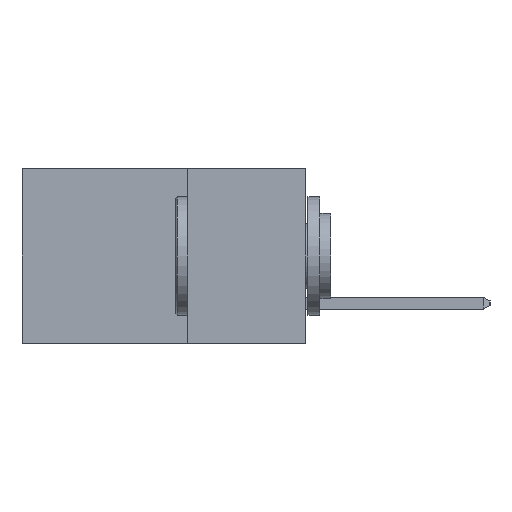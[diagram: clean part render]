
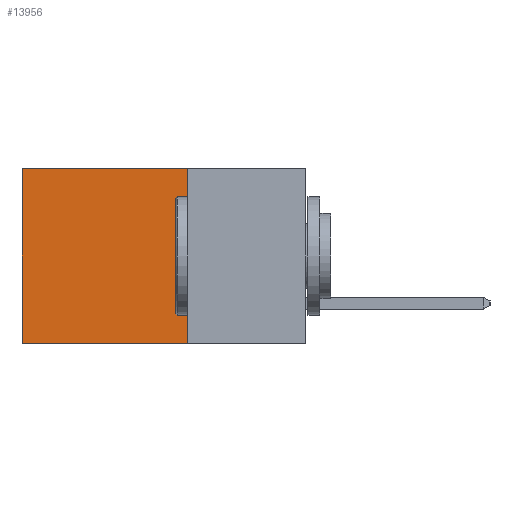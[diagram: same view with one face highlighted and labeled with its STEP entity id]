
A CAD part, left-side view. The second image highlights one B-rep face of the part: STEP entity #13956.
In plain terms, the highlighted planar face has unit normal (-1, 0, 0).
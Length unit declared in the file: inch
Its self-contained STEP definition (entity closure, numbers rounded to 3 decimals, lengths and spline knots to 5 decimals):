
#598 = VERTEX_POINT ( 'NONE', #929 ) ;
#929 = CARTESIAN_POINT ( 'NONE',  ( 0.298, 0.6, 0. ) ) ;
#1209 = CARTESIAN_POINT ( 'NONE',  ( 0.298, 0.25, 0. ) ) ;
#2046 = CARTESIAN_POINT ( 'NONE',  ( 0.298, 0.25, 0. ) ) ;
#2112 = VECTOR ( 'NONE', #3837, 39.37008 ) ;
#2571 = EDGE_LOOP ( 'NONE', ( #11822, #17842, #17544, #5034 ) ) ;
#2720 = DIRECTION ( 'NONE',  ( 0., 0., -1. ) ) ;
#3511 = DIRECTION ( 'NONE',  ( 0., 1., 0. ) ) ;
#3837 = DIRECTION ( 'NONE',  ( 0., 0., -1. ) ) ;
#3940 = EDGE_CURVE ( 'NONE', #5744, #10761, #6693, .T. ) ;
#5034 = ORIENTED_EDGE ( 'NONE', *, *, #7092, .T. ) ;
#5744 = VERTEX_POINT ( 'NONE', #15839 ) ;
#6012 = AXIS2_PLACEMENT_3D ( 'NONE', #1209, #11452, #2720 ) ;
#6550 = CARTESIAN_POINT ( 'NONE',  ( 0.298, 0.25, 0. ) ) ;
#6693 = LINE ( 'NONE', #12929, #14033 ) ;
#7092 = EDGE_CURVE ( 'NONE', #7096, #598, #10526, .T. ) ;
#7096 = VERTEX_POINT ( 'NONE', #2046 ) ;
#7372 = EDGE_CURVE ( 'NONE', #598, #10761, #16164, .T. ) ;
#8137 = CARTESIAN_POINT ( 'NONE',  ( 0.298, 0.6, -0.37 ) ) ;
#10084 = VECTOR ( 'NONE', #3511, 39.37008 ) ;
#10167 = FACE_OUTER_BOUND ( 'NONE', #2571, .T. ) ;
#10526 = LINE ( 'NONE', #6550, #10084 ) ;
#10761 = VERTEX_POINT ( 'NONE', #8137 ) ;
#11452 = DIRECTION ( 'NONE',  ( 1., 0., 0. ) ) ;
#11822 = ORIENTED_EDGE ( 'NONE', *, *, #7372, .T. ) ;
#12326 = VECTOR ( 'NONE', #12713, 39.37008 ) ;
#12713 = DIRECTION ( 'NONE',  ( 0., 0., -1. ) ) ;
#12733 = CARTESIAN_POINT ( 'NONE',  ( 0.298, 0.6, 0. ) ) ;
#12869 = PLANE ( 'NONE',  #6012 ) ;
#12929 = CARTESIAN_POINT ( 'NONE',  ( 0.298, 0.25, -0.37 ) ) ;
#13956 = ADVANCED_FACE ( 'NONE', ( #10167 ), #12869, .F. ) ;
#14026 = CARTESIAN_POINT ( 'NONE',  ( 0.298, 0.25, 0. ) ) ;
#14033 = VECTOR ( 'NONE', #14387, 39.37008 ) ;
#14387 = DIRECTION ( 'NONE',  ( 0., 1., 0. ) ) ;
#15839 = CARTESIAN_POINT ( 'NONE',  ( 0.298, 0.25, -0.37 ) ) ;
#16164 = LINE ( 'NONE', #12733, #12326 ) ;
#16234 = EDGE_CURVE ( 'NONE', #7096, #5744, #16693, .T. ) ;
#16693 = LINE ( 'NONE', #14026, #2112 ) ;
#17544 = ORIENTED_EDGE ( 'NONE', *, *, #16234, .F. ) ;
#17842 = ORIENTED_EDGE ( 'NONE', *, *, #3940, .F. ) ;
